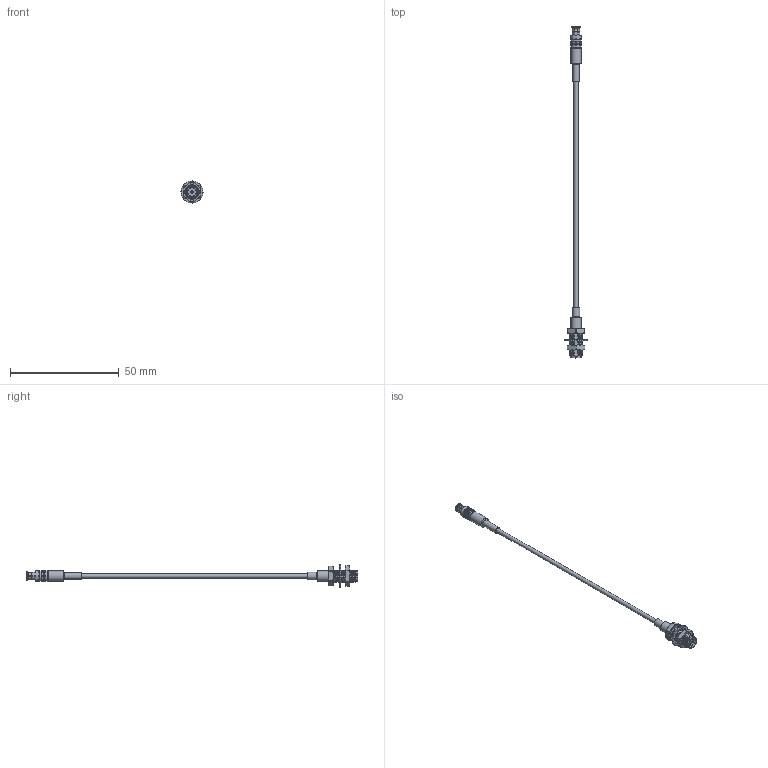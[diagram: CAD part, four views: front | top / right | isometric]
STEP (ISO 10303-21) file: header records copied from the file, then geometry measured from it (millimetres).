
FILE_DESCRIPTION(/* description */ ('Unknown'),/* implementation_level */ '2;1');
FILE_NAME(/* name */ '65503206515304',/* time_stamp */ '2019-06-20T11:57:34+02:00',/* author */ ('Unknown'),/* organization */ ('Unknown'),/* preprocessor_version */ 'ST-DEVELOPER v16.7',/* originating_system */ 'DEX',/* authorisation */ $);
FILE_SCHEMA (('AUTOMOTIVE_DESIGN {1 0 10303 214 3 1 1}'));
Length unit declared in the file: millimetre
Products named in the file (1): 65503206515304
Bounding box: 10.2 x 152.4 x 10.2 mm (x, y, z)
Volume: 1151.1 mm3; surface area: 5417.6 mm2
Topology: 19 solids, 19 shells, 391 faces, 971 edges, 643 vertices
Faces by surface type: cylinder 144, plane 141, cone 58, bspline 32, torus 16
Full cylindrical faces by diameter (mm): 0.3 x2, 0.4 x2, 0.5 x2, 0.7 x1, 0.86 x2, 0.9 x2, 0.92 x1, 0.96 x3, 1.06 x1, 1.1 x2, 1.27 x3, 1.36 x2, 1.4 x1, 1.5 x3, 1.6 x2, 1.8 x2, 1.9 x2, 1.96 x2, 2.04 x1, 2.5 x6, 2.6 x1, 2.7 x3, 2.8 x2, 2.96 x1, 3.08 x1, 3.4 x3, 3.5 x1, 3.7 x4, 3.85 x1, 3.9 x2
Entity records: 24051 total; most frequent: CARTESIAN_POINT 15610, ORIENTED_EDGE 1628, DIRECTION 1618, EDGE_CURVE 814, AXIS2_PLACEMENT_3D 676, VERTEX_POINT 598, FACE_BOUND 570, EDGE_LOOP 568
